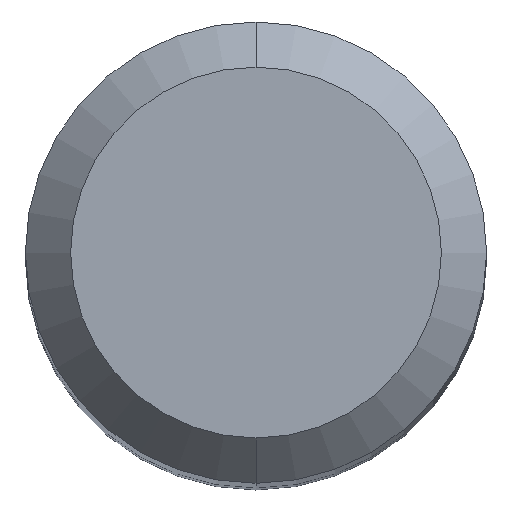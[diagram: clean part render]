
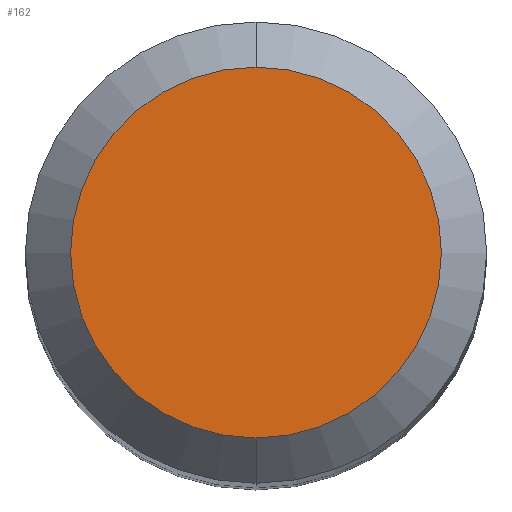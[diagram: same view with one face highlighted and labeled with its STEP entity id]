
A CAD part, top view. The second image highlights one B-rep face of the part: STEP entity #162.
In plain terms, the highlighted planar face has unit normal (0, 0, 1).
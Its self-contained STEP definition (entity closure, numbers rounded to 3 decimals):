
#11 = AXIS2_PLACEMENT_3D ( 'NONE', #54, #217, #252 ) ;
#27 = CARTESIAN_POINT ( 'NONE',  ( 0., 0., 89. ) ) ;
#32 = CARTESIAN_POINT ( 'NONE',  ( 0., 4.1, 89. ) ) ;
#45 = EDGE_CURVE ( 'NONE', #191, #163, #296, .T. ) ;
#50 = ORIENTED_EDGE ( 'NONE', *, *, #284, .F. ) ;
#51 = DIRECTION ( 'NONE',  ( 0., 0., -1. ) ) ;
#54 = CARTESIAN_POINT ( 'NONE',  ( 0., 0., 89. ) ) ;
#84 = DIRECTION ( 'NONE',  ( 0., 1., 0. ) ) ;
#130 = CARTESIAN_POINT ( 'NONE',  ( 0., -4.1, 89. ) ) ;
#153 = AXIS2_PLACEMENT_3D ( 'NONE', #27, #192, #336 ) ;
#162 = ADVANCED_FACE ( 'NONE', ( #247 ), #244, .F. ) ;
#163 = VERTEX_POINT ( 'NONE', #32 ) ;
#190 = EDGE_LOOP ( 'NONE', ( #50, #300 ) ) ;
#191 = VERTEX_POINT ( 'NONE', #130 ) ;
#192 = DIRECTION ( 'NONE',  ( 0., 0., -1. ) ) ;
#217 = DIRECTION ( 'NONE',  ( 0., 0., -1. ) ) ;
#244 = PLANE ( 'NONE',  #11 ) ;
#247 = FACE_OUTER_BOUND ( 'NONE', #190, .T. ) ;
#252 = DIRECTION ( 'NONE',  ( 0., 1., 0. ) ) ;
#266 = CARTESIAN_POINT ( 'NONE',  ( 0., 0., 89. ) ) ;
#269 = CIRCLE ( 'NONE', #312, 4.1 ) ;
#284 = EDGE_CURVE ( 'NONE', #163, #191, #269, .T. ) ;
#296 = CIRCLE ( 'NONE', #153, 4.1 ) ;
#300 = ORIENTED_EDGE ( 'NONE', *, *, #45, .F. ) ;
#312 = AXIS2_PLACEMENT_3D ( 'NONE', #266, #51, #84 ) ;
#336 = DIRECTION ( 'NONE',  ( 0., 1., 0. ) ) ;
